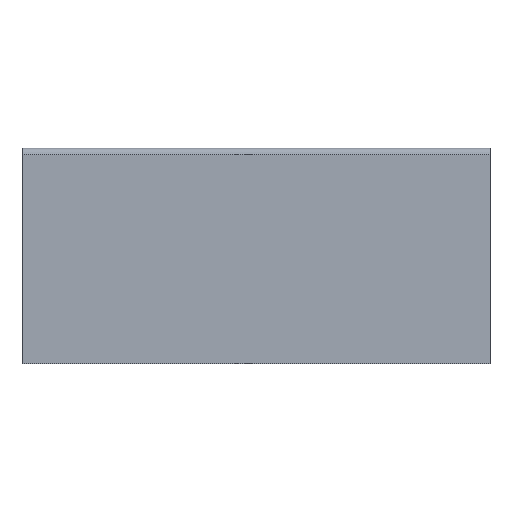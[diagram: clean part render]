
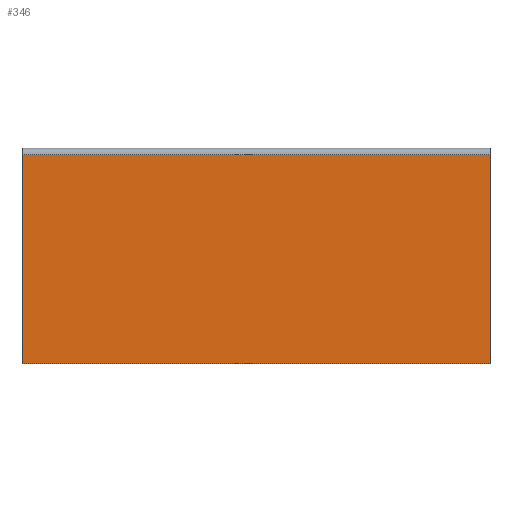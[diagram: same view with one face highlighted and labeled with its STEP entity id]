
A CAD part, left-side view. The second image highlights one B-rep face of the part: STEP entity #346.
In plain terms, the highlighted planar face has unit normal (-1, 0, 0).
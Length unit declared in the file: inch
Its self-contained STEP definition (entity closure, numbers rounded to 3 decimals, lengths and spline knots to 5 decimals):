
#284=CARTESIAN_POINT('',(4.75379,8.05426,0.66995));
#285=VERTEX_POINT('',#284);
#293=CARTESIAN_POINT('',(4.75379,6.55426,0.66995));
#294=VERTEX_POINT('',#293);
#295=CARTESIAN_POINT('',(4.75379,6.55426,0.66995));
#296=DIRECTION('',(0.,1.,0.));
#297=VECTOR('',#296,1.);
#298=LINE('',#295,#297);
#299=EDGE_CURVE('',#294,#285,#298,.T.);
#316=ORIENTED_EDGE('',*,*,#299,.T.);
#317=CARTESIAN_POINT('',(4.75379,8.05426,-0.00001));
#318=VERTEX_POINT('',#317);
#319=CARTESIAN_POINT('',(4.75379,8.05426,0.28522));
#320=DIRECTION('',(0.,0.,-1.));
#321=VECTOR('',#320,1.);
#322=LINE('',#319,#321);
#323=EDGE_CURVE('',#285,#318,#322,.T.);
#324=ORIENTED_EDGE('',*,*,#323,.T.);
#325=CARTESIAN_POINT('',(4.75382,6.55426,0.));
#326=VERTEX_POINT('',#325);
#327=CARTESIAN_POINT('',(4.75379,6.55426,-0.00001));
#328=DIRECTION('',(0.,1.,0.));
#329=VECTOR('',#328,1.);
#330=LINE('',#327,#329);
#331=EDGE_CURVE('',#326,#318,#330,.T.);
#332=ORIENTED_EDGE('',*,*,#331,.F.);
#333=CARTESIAN_POINT('',(4.75379,6.55426,-0.00005));
#334=DIRECTION('',(0.,0.,1.));
#335=VECTOR('',#334,1.);
#336=LINE('',#333,#335);
#337=EDGE_CURVE('',#326,#294,#336,.T.);
#338=ORIENTED_EDGE('',*,*,#337,.T.);
#339=EDGE_LOOP('',(#316,#324,#332,#338));
#340=FACE_OUTER_BOUND('',#339,.T.);
#341=CARTESIAN_POINT('',(4.75379,6.55426,0.33497));
#342=DIRECTION('',(-1.,0.,0.));
#343=DIRECTION('',(0.,0.,1.));
#344=AXIS2_PLACEMENT_3D('',#341,#342,#343);
#345=PLANE('',#344);
#346=ADVANCED_FACE('',(#340),#345,.T.);
